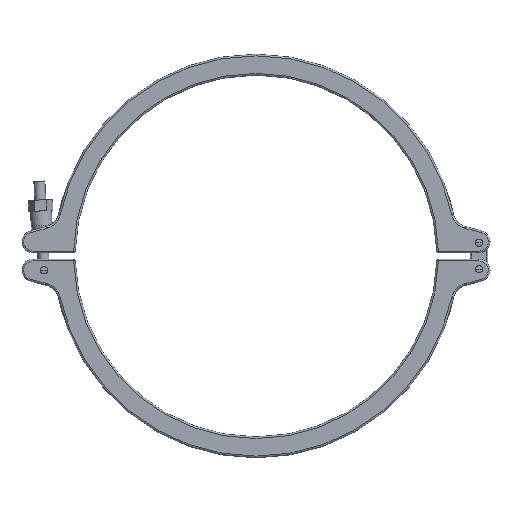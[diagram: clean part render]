
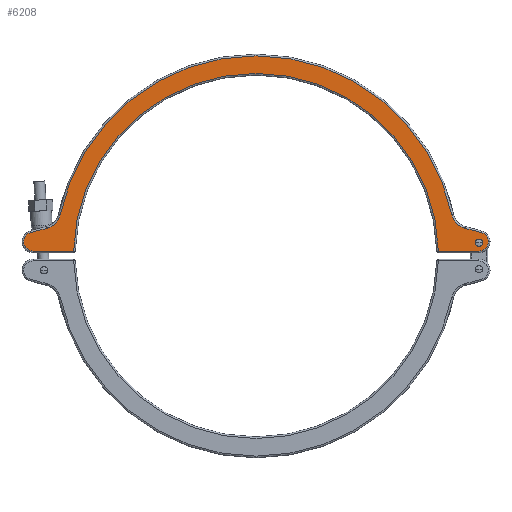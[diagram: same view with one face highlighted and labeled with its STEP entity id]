
A CAD part, top view. The second image highlights one B-rep face of the part: STEP entity #6208.
In plain terms, the highlighted planar face has unit normal (0, 0, 1).
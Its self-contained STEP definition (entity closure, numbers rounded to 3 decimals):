
#32 = CARTESIAN_POINT ( 'NONE',  ( 189.656, 25.241, 12. ) ) ;
#42 = CARTESIAN_POINT ( 'NONE',  ( -189.656, 25.241, 12. ) ) ;
#178 = VERTEX_POINT ( 'NONE', #32 ) ;
#204 = DIRECTION ( 'NONE',  ( 0., 0., 1. ) ) ;
#455 = DIRECTION ( 'NONE',  ( 1., 0., 0. ) ) ;
#487 = CIRCLE ( 'NONE', #7427, 8.5 ) ;
#541 = LINE ( 'NONE', #1539, #2191 ) ;
#695 = DIRECTION ( 'NONE',  ( 0., 0., -1. ) ) ;
#720 = AXIS2_PLACEMENT_3D ( 'NONE', #11954, #695, #10942 ) ;
#834 = FACE_OUTER_BOUND ( 'NONE', #7073, .T. ) ;
#882 = EDGE_CURVE ( 'NONE', #4414, #8909, #4196, .T. ) ;
#970 = VERTEX_POINT ( 'NONE', #42 ) ;
#1033 = DIRECTION ( 'NONE',  ( 1., 0., 0. ) ) ;
#1263 = EDGE_CURVE ( 'NONE', #178, #4071, #7673, .T. ) ;
#1273 = CARTESIAN_POINT ( 'NONE',  ( 202.5, 4.5, 12. ) ) ;
#1278 = DIRECTION ( 'NONE',  ( 0., 0., 1. ) ) ;
#1289 = ORIENTED_EDGE ( 'NONE', *, *, #1908, .T. ) ;
#1539 = CARTESIAN_POINT ( 'NONE',  ( -204.7, 21.21, 12. ) ) ;
#1621 = CARTESIAN_POINT ( 'NONE',  ( 199.2, 12., 12. ) ) ;
#1908 = EDGE_CURVE ( 'NONE', #8909, #2030, #487, .T. ) ;
#1945 = VECTOR ( 'NONE', #9163, 1000. ) ;
#1963 = CARTESIAN_POINT ( 'NONE',  ( 177.786, 37.752, 12. ) ) ;
#1973 = CARTESIAN_POINT ( 'NONE',  ( -165.689, 4.5, 12. ) ) ;
#1995 = DIRECTION ( 'NONE',  ( 1., 0., 0. ) ) ;
#2030 = VERTEX_POINT ( 'NONE', #5570 ) ;
#2131 = DIRECTION ( 'NONE',  ( 1., 0., 0. ) ) ;
#2176 = CIRCLE ( 'NONE', #6933, 165.75 ) ;
#2191 = VECTOR ( 'NONE', #8139, 1000. ) ;
#2332 = AXIS2_PLACEMENT_3D ( 'NONE', #5246, #1278, #5134 ) ;
#2397 = EDGE_CURVE ( 'NONE', #970, #11751, #541, .T. ) ;
#2418 = ORIENTED_EDGE ( 'NONE', *, *, #9229, .T. ) ;
#2500 = CIRCLE ( 'NONE', #2686, 16.5 ) ;
#2686 = AXIS2_PLACEMENT_3D ( 'NONE', #4301, #8289, #455 ) ;
#2918 = CARTESIAN_POINT ( 'NONE',  ( -202.5, 13., 12. ) ) ;
#2932 = AXIS2_PLACEMENT_3D ( 'NONE', #6788, #10672, #9850 ) ;
#3075 = DIRECTION ( 'NONE',  ( 1., 0., 0. ) ) ;
#3130 = VERTEX_POINT ( 'NONE', #6036 ) ;
#3167 = ORIENTED_EDGE ( 'NONE', *, *, #9241, .T. ) ;
#3193 = VERTEX_POINT ( 'NONE', #8982 ) ;
#3467 = EDGE_LOOP ( 'NONE', ( #8095, #10344 ) ) ;
#3637 = VERTEX_POINT ( 'NONE', #1973 ) ;
#3755 = FACE_BOUND ( 'NONE', #3467, .T. ) ;
#4071 = VERTEX_POINT ( 'NONE', #1963 ) ;
#4196 = LINE ( 'NONE', #1273, #11892 ) ;
#4301 = CARTESIAN_POINT ( 'NONE',  ( -193.926, 41.179, 12. ) ) ;
#4373 = CARTESIAN_POINT ( 'NONE',  ( 205.8, 12., 12. ) ) ;
#4411 = ORIENTED_EDGE ( 'NONE', *, *, #8929, .T. ) ;
#4414 = VERTEX_POINT ( 'NONE', #10029 ) ;
#4451 = ORIENTED_EDGE ( 'NONE', *, *, #11711, .T. ) ;
#4474 = LINE ( 'NONE', #8283, #6107 ) ;
#4670 = PLANE ( 'NONE',  #6673 ) ;
#4922 = CARTESIAN_POINT ( 'NONE',  ( -177.786, 37.752, 12. ) ) ;
#5035 = DIRECTION ( 'NONE',  ( 0., 0., -1. ) ) ;
#5134 = DIRECTION ( 'NONE',  ( 1., 0., 0. ) ) ;
#5207 = ORIENTED_EDGE ( 'NONE', *, *, #8310, .T. ) ;
#5217 = DIRECTION ( 'NONE',  ( 1., 0., 0. ) ) ;
#5246 = CARTESIAN_POINT ( 'NONE',  ( 202.5, 13., 12. ) ) ;
#5570 = CARTESIAN_POINT ( 'NONE',  ( 211., 13., 12. ) ) ;
#5666 = AXIS2_PLACEMENT_3D ( 'NONE', #10164, #12000, #5217 ) ;
#5900 = CIRCLE ( 'NONE', #2332, 8.5 ) ;
#6036 = CARTESIAN_POINT ( 'NONE',  ( 204.7, 21.21, 12. ) ) ;
#6105 = AXIS2_PLACEMENT_3D ( 'NONE', #8732, #204, #11433 ) ;
#6107 = VECTOR ( 'NONE', #10934, 1000. ) ;
#6208 = ADVANCED_FACE ( 'NONE', ( #834, #3755 ), #4670, .T. ) ;
#6210 = CARTESIAN_POINT ( 'NONE',  ( 202.5, 13., 12. ) ) ;
#6223 = ORIENTED_EDGE ( 'NONE', *, *, #882, .T. ) ;
#6284 = LINE ( 'NONE', #10111, #1945 ) ;
#6306 = AXIS2_PLACEMENT_3D ( 'NONE', #2918, #10533, #1995 ) ;
#6673 = AXIS2_PLACEMENT_3D ( 'NONE', #12339, #7484, #1033 ) ;
#6788 = CARTESIAN_POINT ( 'NONE',  ( 202.5, 12., 12. ) ) ;
#6794 = EDGE_CURVE ( 'NONE', #10839, #7583, #7906, .T. ) ;
#6933 = AXIS2_PLACEMENT_3D ( 'NONE', #11686, #5035, #2131 ) ;
#7073 = EDGE_LOOP ( 'NONE', ( #2418, #5207, #6223, #1289, #4411, #3167, #10652, #10856, #4451, #7934, #10784 ) ) ;
#7126 = EDGE_CURVE ( 'NONE', #11751, #3193, #10309, .T. ) ;
#7244 = CARTESIAN_POINT ( 'NONE',  ( 202.5, 4.5, 12. ) ) ;
#7427 = AXIS2_PLACEMENT_3D ( 'NONE', #6210, #11935, #11998 ) ;
#7484 = DIRECTION ( 'NONE',  ( 0., 0., 1. ) ) ;
#7583 = VERTEX_POINT ( 'NONE', #4373 ) ;
#7673 = CIRCLE ( 'NONE', #720, 16.5 ) ;
#7906 = CIRCLE ( 'NONE', #2932, 3.3 ) ;
#7934 = ORIENTED_EDGE ( 'NONE', *, *, #2397, .T. ) ;
#8095 = ORIENTED_EDGE ( 'NONE', *, *, #6794, .F. ) ;
#8106 = CIRCLE ( 'NONE', #6105, 3.3 ) ;
#8139 = DIRECTION ( 'NONE',  ( -0.966, -0.259, 0. ) ) ;
#8283 = CARTESIAN_POINT ( 'NONE',  ( 189.656, 25.241, 12. ) ) ;
#8289 = DIRECTION ( 'NONE',  ( 0., 0., -1. ) ) ;
#8310 = EDGE_CURVE ( 'NONE', #3637, #4414, #2176, .T. ) ;
#8352 = CARTESIAN_POINT ( 'NONE',  ( -204.7, 21.21, 12. ) ) ;
#8732 = CARTESIAN_POINT ( 'NONE',  ( 202.5, 12., 12. ) ) ;
#8909 = VERTEX_POINT ( 'NONE', #7244 ) ;
#8929 = EDGE_CURVE ( 'NONE', #2030, #3130, #5900, .T. ) ;
#8982 = CARTESIAN_POINT ( 'NONE',  ( -202.5, 4.5, 12. ) ) ;
#9163 = DIRECTION ( 'NONE',  ( 1., 0., 0. ) ) ;
#9229 = EDGE_CURVE ( 'NONE', #3193, #3637, #6284, .T. ) ;
#9241 = EDGE_CURVE ( 'NONE', #3130, #178, #4474, .T. ) ;
#9850 = DIRECTION ( 'NONE',  ( 1., 0., 0. ) ) ;
#10029 = CARTESIAN_POINT ( 'NONE',  ( 165.689, 4.5, 12. ) ) ;
#10111 = CARTESIAN_POINT ( 'NONE',  ( -164.223, 4.5, 12. ) ) ;
#10164 = CARTESIAN_POINT ( 'NONE',  ( 0., 0., 12. ) ) ;
#10309 = CIRCLE ( 'NONE', #6306, 8.5 ) ;
#10344 = ORIENTED_EDGE ( 'NONE', *, *, #10729, .F. ) ;
#10469 = CIRCLE ( 'NONE', #5666, 181.75 ) ;
#10533 = DIRECTION ( 'NONE',  ( 0., 0., 1. ) ) ;
#10652 = ORIENTED_EDGE ( 'NONE', *, *, #1263, .T. ) ;
#10672 = DIRECTION ( 'NONE',  ( 0., 0., 1. ) ) ;
#10726 = VERTEX_POINT ( 'NONE', #4922 ) ;
#10729 = EDGE_CURVE ( 'NONE', #7583, #10839, #8106, .T. ) ;
#10784 = ORIENTED_EDGE ( 'NONE', *, *, #7126, .T. ) ;
#10839 = VERTEX_POINT ( 'NONE', #1621 ) ;
#10856 = ORIENTED_EDGE ( 'NONE', *, *, #11966, .T. ) ;
#10934 = DIRECTION ( 'NONE',  ( -0.966, 0.259, 0. ) ) ;
#10942 = DIRECTION ( 'NONE',  ( 1., 0., 0. ) ) ;
#11433 = DIRECTION ( 'NONE',  ( 1., 0., 0. ) ) ;
#11686 = CARTESIAN_POINT ( 'NONE',  ( 0., 0., 12. ) ) ;
#11711 = EDGE_CURVE ( 'NONE', #10726, #970, #2500, .T. ) ;
#11751 = VERTEX_POINT ( 'NONE', #8352 ) ;
#11892 = VECTOR ( 'NONE', #3075, 1000. ) ;
#11935 = DIRECTION ( 'NONE',  ( 0., 0., 1. ) ) ;
#11954 = CARTESIAN_POINT ( 'NONE',  ( 193.926, 41.179, 12. ) ) ;
#11966 = EDGE_CURVE ( 'NONE', #4071, #10726, #10469, .T. ) ;
#11998 = DIRECTION ( 'NONE',  ( 1., 0., 0. ) ) ;
#12000 = DIRECTION ( 'NONE',  ( 0., 0., 1. ) ) ;
#12339 = CARTESIAN_POINT ( 'NONE',  ( 0., 0., 12. ) ) ;
